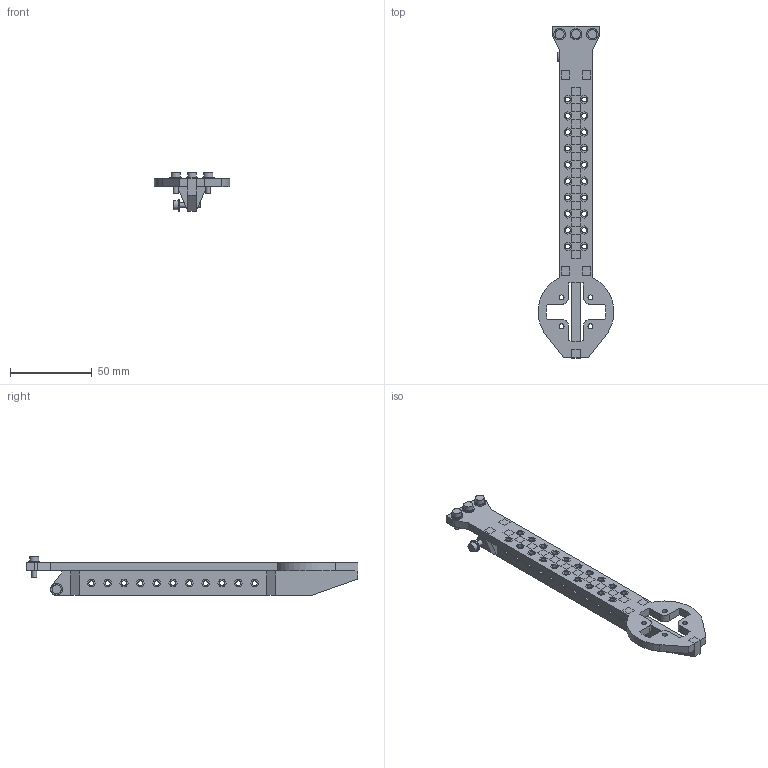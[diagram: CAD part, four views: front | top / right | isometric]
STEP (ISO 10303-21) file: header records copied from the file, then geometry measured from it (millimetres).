
FILE_DESCRIPTION(/* description */ (''),/* implementation_level */ '2;1');
FILE_NAME(/* name */ 'Arm_160mm.stp',/* time_stamp */ '2016-10-04T10:15:38-07:00',/* author */ (''),/* organization */ (''),/* preprocessor_version */ 'ST-DEVELOPER v15.2',/* originating_system */ 'Autodesk Translator Framework v2.0.0.5431',/* authorisation */ '');
FILE_SCHEMA (('AUTOMOTIVE_DESIGN { 1 0 10303 214 3 1 1 }'));
Length unit declared in the file: centimetre
Products named in the file (1): Arm_160mm-10_3_16
Bounding box: 46.5 x 203.25 x 23.8 mm (x, y, z)
Volume: 35364.2 mm3; surface area: 29944.4 mm2
Topology: 43 solids, 43 shells, 699 faces, 1827 edges, 1218 vertices
Faces by surface type: plane 631, cylinder 68
Full cylindrical faces by diameter (mm): 3 x43, 3.2 x4, 5.5 x4, 7.1 x4
Entity records: 21202 total; most frequent: CARTESIAN_POINT 3690, ORIENTED_EDGE 3544, DIRECTION 3308, EDGE_CURVE 1772, LINE 1636, VECTOR 1636, VERTEX_POINT 1218, EDGE_LOOP 938
